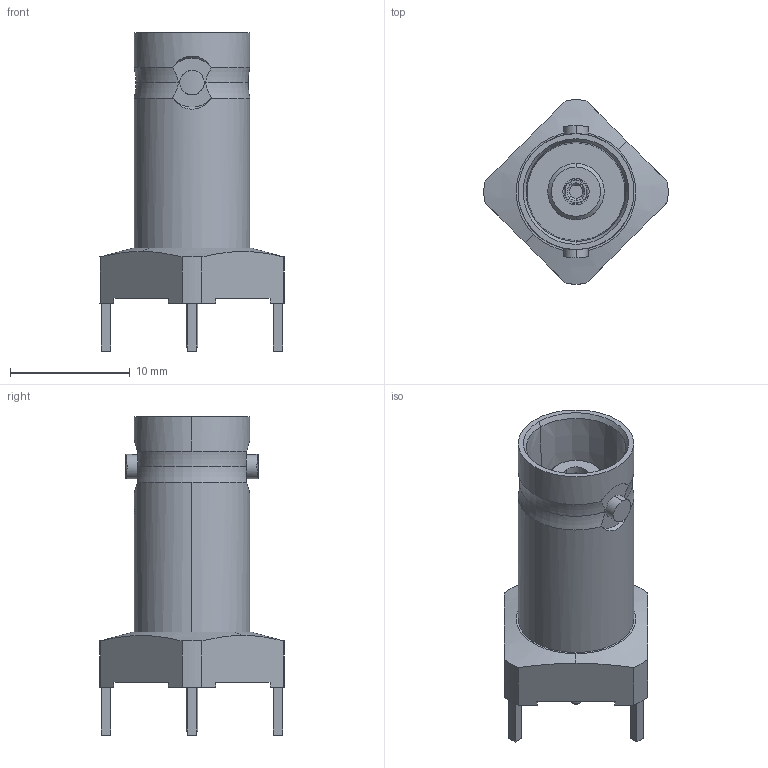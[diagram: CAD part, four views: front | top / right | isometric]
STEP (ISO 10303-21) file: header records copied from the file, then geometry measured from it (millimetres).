
FILE_DESCRIPTION (( 'STEP AP214' ), '1' );
FILE_NAME ('J01003A1947.STEP', '2018-07-12T13:14:52', ( '' ), ( '' ), 'SwSTEP 2.0', 'SolidWorks 2017', '' );
FILE_SCHEMA (( 'AUTOMOTIVE_DESIGN' ));
Length unit declared in the file: millimetre
Products named in the file (1): J01003A1947
Bounding box: 15.39 x 15.39 x 26.6 mm (x, y, z)
Volume: 1656.2 mm3; surface area: 1284.5 mm2
Topology: 1 solids, 1 shells, 140 faces, 355 edges, 233 vertices
Faces by surface type: plane 66, cylinder 44, cone 24, torus 6
Entity records: 5974 total; most frequent: CARTESIAN_POINT 1111, ORIENTED_EDGE 710, DIRECTION 678, EDGE_CURVE 355, AXIS2_PLACEMENT_3D 258, VERTEX_POINT 233, LINE 162, VECTOR 162
